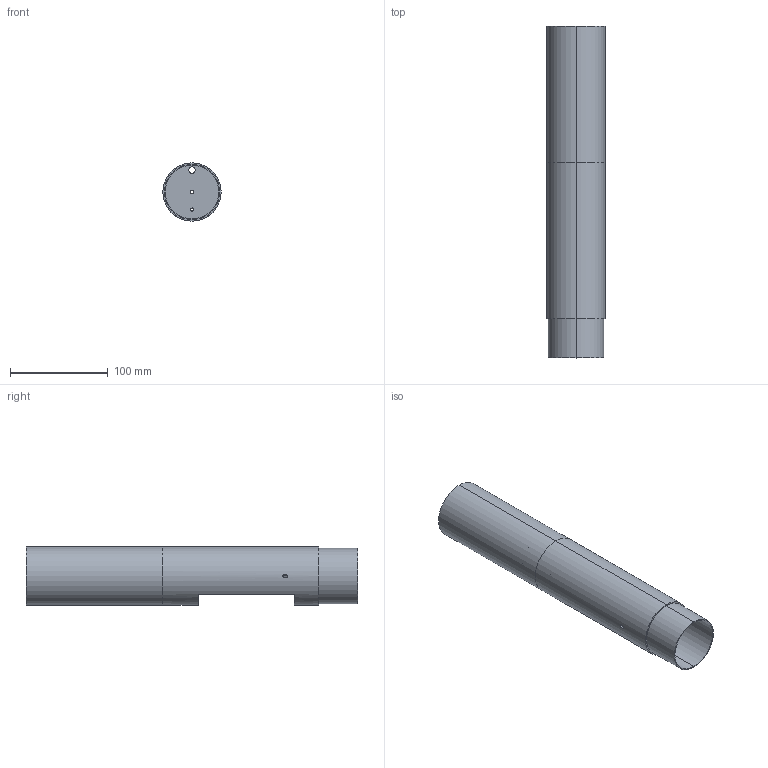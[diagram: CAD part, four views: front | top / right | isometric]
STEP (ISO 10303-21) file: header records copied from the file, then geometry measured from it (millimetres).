
FILE_DESCRIPTION (( 'STEP AP214' ), '1' );
FILE_NAME ('BodyTubeV2.2.STEP', '2024-06-09T03:42:15', ( '' ), ( '' ), 'SwSTEP 2.0', 'SolidWorks 2024', '' );
FILE_SCHEMA (( 'AUTOMOTIVE_DESIGN' ));
Length unit declared in the file: millimetre
Products named in the file (1): BodyTubeV2.2
Bounding box: 59.72 x 340 x 59.72 mm (x, y, z)
Volume: 230791.2 mm3; surface area: 134023.9 mm2
Topology: 3 solids, 3 shells, 56 faces, 135 edges, 90 vertices
Faces by surface type: cylinder 32, plane 24
Entity records: 1782 total; most frequent: CARTESIAN_POINT 338, DIRECTION 309, ORIENTED_EDGE 270, EDGE_CURVE 135, AXIS2_PLACEMENT_3D 121, VERTEX_POINT 90, EDGE_LOOP 77, LINE 67
